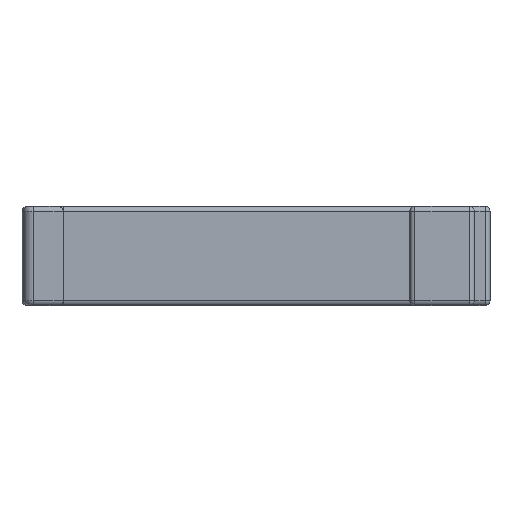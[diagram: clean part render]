
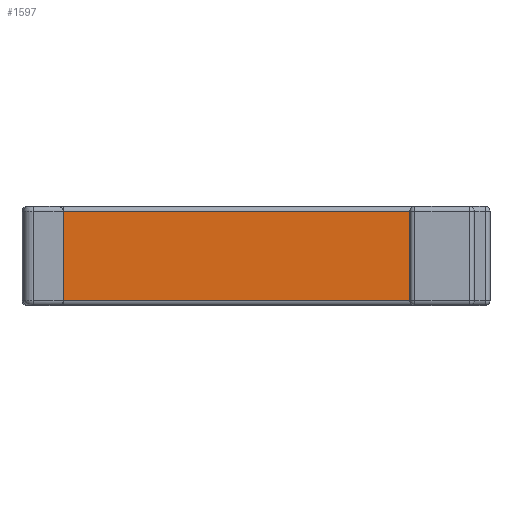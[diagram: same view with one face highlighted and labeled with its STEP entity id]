
A CAD part, front view. The second image highlights one B-rep face of the part: STEP entity #1597.
In plain terms, the highlighted planar face has unit normal (0, -1, 0).
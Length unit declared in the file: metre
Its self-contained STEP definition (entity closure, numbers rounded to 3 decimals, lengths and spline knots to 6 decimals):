
#184=LINE('',#2803,#296);
#187=LINE('',#2809,#299);
#188=LINE('',#2812,#300);
#189=LINE('',#2813,#301);
#296=VECTOR('',#2260,1.);
#299=VECTOR('',#2265,1.);
#300=VECTOR('',#2266,1.);
#301=VECTOR('',#2267,1.);
#606=ORIENTED_EDGE('',*,*,#955,.F.);
#607=ORIENTED_EDGE('',*,*,#956,.T.);
#608=ORIENTED_EDGE('',*,*,#952,.T.);
#609=ORIENTED_EDGE('',*,*,#957,.T.);
#952=EDGE_CURVE('',#1130,#1131,#184,.T.);
#955=EDGE_CURVE('',#1132,#1133,#187,.T.);
#956=EDGE_CURVE('',#1132,#1130,#188,.F.);
#957=EDGE_CURVE('',#1131,#1133,#189,.T.);
#1130=VERTEX_POINT('',#2804);
#1131=VERTEX_POINT('',#2805);
#1132=VERTEX_POINT('',#2810);
#1133=VERTEX_POINT('',#2811);
#1349=EDGE_LOOP('',(#606,#607,#608,#609));
#1461=FACE_BOUND('',#1349,.T.);
#1527=PLANE('',#1807);
#1597=ADVANCED_FACE('',(#1461),#1527,.F.);
#1807=AXIS2_PLACEMENT_3D('',#2808,#2263,#2264);
#2260=DIRECTION('',(0.,0.,-1.));
#2263=DIRECTION('',(0.,1.,0.));
#2264=DIRECTION('',(0.,0.,1.));
#2265=DIRECTION('',(0.,0.,-1.));
#2266=DIRECTION('',(1.,0.,0.));
#2267=DIRECTION('',(1.,0.,0.));
#2803=CARTESIAN_POINT('',(-0.016787,-0.007234,0.01));
#2804=CARTESIAN_POINT('',(-0.016787,-0.007234,0.0095));
#2805=CARTESIAN_POINT('',(-0.016787,-0.007234,0.0005));
#2808=CARTESIAN_POINT('',(0.001963,-0.007234,0.01));
#2809=CARTESIAN_POINT('',(0.020713,-0.007234,0.01));
#2810=CARTESIAN_POINT('',(0.020713,-0.007234,0.0095));
#2811=CARTESIAN_POINT('',(0.020713,-0.007234,0.0005));
#2812=CARTESIAN_POINT('',(-0.016787,-0.007234,0.0095));
#2813=CARTESIAN_POINT('',(0.001963,-0.007234,0.0005));
